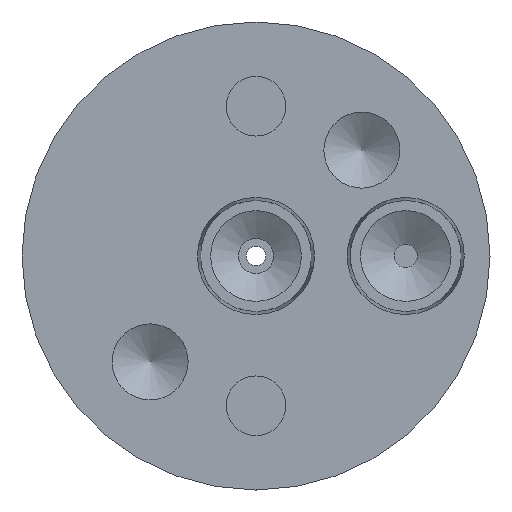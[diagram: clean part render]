
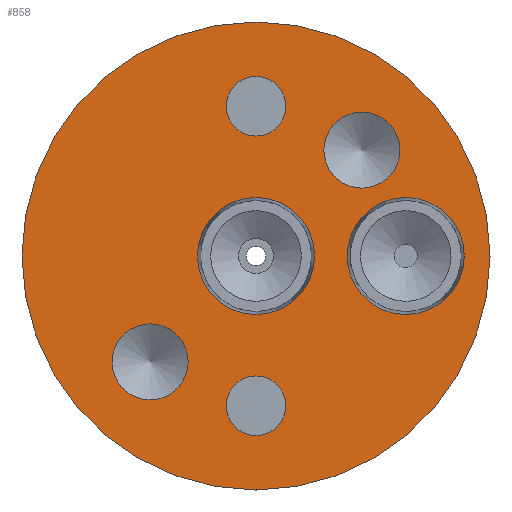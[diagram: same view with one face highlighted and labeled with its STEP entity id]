
A CAD part, front view. The second image highlights one B-rep face of the part: STEP entity #858.
In plain terms, the highlighted planar face has unit normal (0, -1, 0).
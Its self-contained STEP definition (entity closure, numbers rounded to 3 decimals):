
#72 = CARTESIAN_POINT ( 'NONE',  ( 0., -12.7, 0. ) ) ;
#77 = CARTESIAN_POINT ( 'NONE',  ( 0., -12.7, 0. ) ) ;
#95 = EDGE_CURVE ( 'NONE', #1134, #1134, #753, .T. ) ;
#214 = ORIENTED_EDGE ( 'NONE', *, *, #95, .F. ) ;
#271 = AXIS2_PLACEMENT_3D ( 'NONE', #1107, #2439, #307 ) ;
#299 = CARTESIAN_POINT ( 'NONE',  ( -7.184, -12.7, -9.764 ) ) ;
#307 = DIRECTION ( 'NONE',  ( 0., 0., -1. ) ) ;
#316 = ORIENTED_EDGE ( 'NONE', *, *, #1116, .F. ) ;
#353 = DIRECTION ( 'NONE',  ( 0., 0., -1. ) ) ;
#414 = CARTESIAN_POINT ( 'NONE',  ( 0., -12.7, 8.141 ) ) ;
#426 = CARTESIAN_POINT ( 'NONE',  ( 0., -12.7, -3.969 ) ) ;
#443 = DIRECTION ( 'NONE',  ( 0., -1., 0. ) ) ;
#530 = VERTEX_POINT ( 'NONE', #1841 ) ;
#560 = EDGE_LOOP ( 'NONE', ( #2236 ) ) ;
#574 = CARTESIAN_POINT ( 'NONE',  ( 0., -12.7, -10.16 ) ) ;
#586 = DIRECTION ( 'NONE',  ( 0., 0., -1. ) ) ;
#607 = VERTEX_POINT ( 'NONE', #1831 ) ;
#646 = EDGE_LOOP ( 'NONE', ( #316 ) ) ;
#653 = CARTESIAN_POINT ( 'NONE',  ( 10.16, -12.7, -3.969 ) ) ;
#695 = FACE_BOUND ( 'NONE', #1425, .T. ) ;
#723 = FACE_BOUND ( 'NONE', #2042, .T. ) ;
#738 = FACE_BOUND ( 'NONE', #1478, .T. ) ;
#753 = CIRCLE ( 'NONE', #2514, 15.875 ) ;
#858 = ADVANCED_FACE ( 'NONE', ( #1298, #723, #695, #930, #1087, #738, #1485 ), #1308, .T. ) ;
#872 = CARTESIAN_POINT ( 'NONE',  ( 0., -12.7, 10.16 ) ) ;
#875 = AXIS2_PLACEMENT_3D ( 'NONE', #2261, #2101, #353 ) ;
#930 = FACE_BOUND ( 'NONE', #646, .T. ) ;
#942 = CARTESIAN_POINT ( 'NONE',  ( 0., -12.7, 15.875 ) ) ;
#990 = CARTESIAN_POINT ( 'NONE',  ( 7.184, -12.7, 7.184 ) ) ;
#999 = EDGE_CURVE ( 'NONE', #1574, #1574, #1561, .T. ) ;
#1000 = DIRECTION ( 'NONE',  ( 0., 0., -1. ) ) ;
#1070 = AXIS2_PLACEMENT_3D ( 'NONE', #872, #1094, #1679 ) ;
#1087 = FACE_BOUND ( 'NONE', #560, .T. ) ;
#1090 = EDGE_LOOP ( 'NONE', ( #214 ) ) ;
#1094 = DIRECTION ( 'NONE',  ( 0., -1., 0. ) ) ;
#1107 = CARTESIAN_POINT ( 'NONE',  ( -7.184, -12.7, -7.184 ) ) ;
#1116 = EDGE_CURVE ( 'NONE', #607, #607, #1316, .T. ) ;
#1119 = AXIS2_PLACEMENT_3D ( 'NONE', #1307, #1894, #2058 ) ;
#1134 = VERTEX_POINT ( 'NONE', #942 ) ;
#1189 = DIRECTION ( 'NONE',  ( 0., 0., -1. ) ) ;
#1226 = ORIENTED_EDGE ( 'NONE', *, *, #2242, .F. ) ;
#1233 = CIRCLE ( 'NONE', #1284, 2.58 ) ;
#1252 = DIRECTION ( 'NONE',  ( 0., 1., 0. ) ) ;
#1284 = AXIS2_PLACEMENT_3D ( 'NONE', #990, #1854, #1189 ) ;
#1298 = FACE_BOUND ( 'NONE', #1411, .T. ) ;
#1307 = CARTESIAN_POINT ( 'NONE',  ( 10.16, -12.7, 0. ) ) ;
#1308 = PLANE ( 'NONE',  #875 ) ;
#1316 = CIRCLE ( 'NONE', #2467, 2.019 ) ;
#1320 = EDGE_CURVE ( 'NONE', #2178, #2178, #2383, .T. ) ;
#1385 = ORIENTED_EDGE ( 'NONE', *, *, #999, .F. ) ;
#1411 = EDGE_LOOP ( 'NONE', ( #2317 ) ) ;
#1425 = EDGE_LOOP ( 'NONE', ( #2115 ) ) ;
#1451 = EDGE_CURVE ( 'NONE', #2194, #2194, #1937, .T. ) ;
#1478 = EDGE_LOOP ( 'NONE', ( #1385 ) ) ;
#1485 = FACE_OUTER_BOUND ( 'NONE', #1090, .T. ) ;
#1487 = VERTEX_POINT ( 'NONE', #299 ) ;
#1561 = CIRCLE ( 'NONE', #1119, 3.969 ) ;
#1574 = VERTEX_POINT ( 'NONE', #653 ) ;
#1679 = DIRECTION ( 'NONE',  ( 0., 0., -1. ) ) ;
#1731 = AXIS2_PLACEMENT_3D ( 'NONE', #77, #443, #1000 ) ;
#1831 = CARTESIAN_POINT ( 'NONE',  ( 0., -12.7, -12.179 ) ) ;
#1841 = CARTESIAN_POINT ( 'NONE',  ( 7.184, -12.7, 4.604 ) ) ;
#1851 = DIRECTION ( 'NONE',  ( 0., 0., 1. ) ) ;
#1854 = DIRECTION ( 'NONE',  ( 0., -1., 0. ) ) ;
#1894 = DIRECTION ( 'NONE',  ( 0., -1., 0. ) ) ;
#1909 = CIRCLE ( 'NONE', #271, 2.58 ) ;
#1913 = EDGE_CURVE ( 'NONE', #530, #530, #1233, .T. ) ;
#1937 = CIRCLE ( 'NONE', #1070, 2.019 ) ;
#2042 = EDGE_LOOP ( 'NONE', ( #1226 ) ) ;
#2058 = DIRECTION ( 'NONE',  ( 0., 0., -1. ) ) ;
#2101 = DIRECTION ( 'NONE',  ( 0., -1., 0. ) ) ;
#2115 = ORIENTED_EDGE ( 'NONE', *, *, #1451, .F. ) ;
#2178 = VERTEX_POINT ( 'NONE', #426 ) ;
#2194 = VERTEX_POINT ( 'NONE', #414 ) ;
#2236 = ORIENTED_EDGE ( 'NONE', *, *, #1320, .F. ) ;
#2242 = EDGE_CURVE ( 'NONE', #1487, #1487, #1909, .T. ) ;
#2261 = CARTESIAN_POINT ( 'NONE',  ( -15.875, -12.7, 0. ) ) ;
#2317 = ORIENTED_EDGE ( 'NONE', *, *, #1913, .F. ) ;
#2355 = DIRECTION ( 'NONE',  ( 0., -1., 0. ) ) ;
#2383 = CIRCLE ( 'NONE', #1731, 3.969 ) ;
#2439 = DIRECTION ( 'NONE',  ( 0., -1., 0. ) ) ;
#2467 = AXIS2_PLACEMENT_3D ( 'NONE', #574, #2355, #586 ) ;
#2514 = AXIS2_PLACEMENT_3D ( 'NONE', #72, #1252, #1851 ) ;
